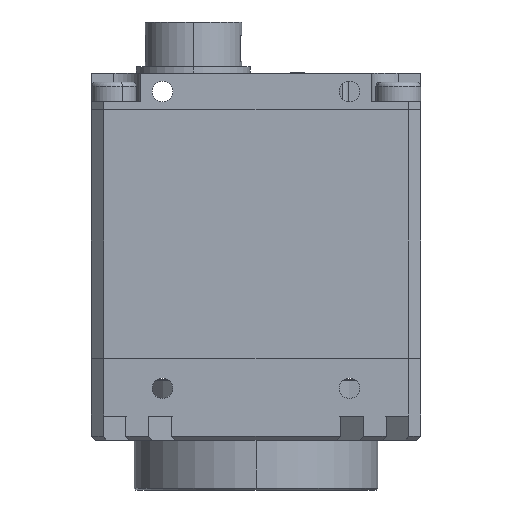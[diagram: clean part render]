
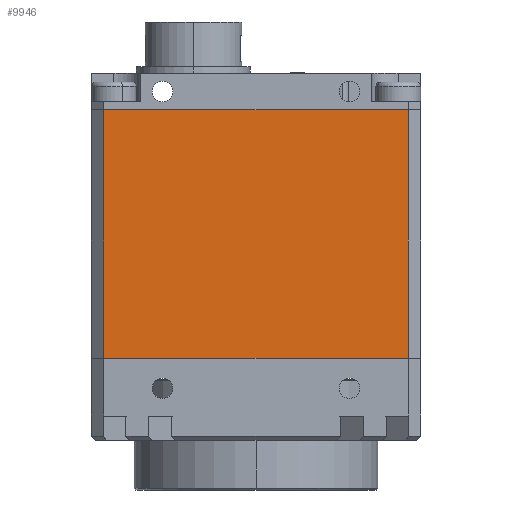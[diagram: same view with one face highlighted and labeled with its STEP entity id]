
A CAD part, left-side view. The second image highlights one B-rep face of the part: STEP entity #9946.
In plain terms, the highlighted planar face has unit normal (-1, 0, 0).
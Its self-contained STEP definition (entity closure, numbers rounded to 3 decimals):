
#1043 = DIRECTION ( 'NONE',  ( 0., -1., 0. ) ) ;
#2546 = ORIENTED_EDGE ( 'NONE', *, *, #24434, .T. ) ;
#3505 = CARTESIAN_POINT ( 'NONE',  ( -20.25, 18.75, 28.565 ) ) ;
#5435 = VECTOR ( 'NONE', #19575, 1000. ) ;
#5636 = DIRECTION ( 'NONE',  ( 0., 0., 1. ) ) ;
#5968 = EDGE_CURVE ( 'NONE', #25125, #23590, #26133, .T. ) ;
#6792 = DIRECTION ( 'NONE',  ( 0., 0., -1. ) ) ;
#7337 = PLANE ( 'NONE',  #25055 ) ;
#7889 = VECTOR ( 'NONE', #8215, 1000. ) ;
#8215 = DIRECTION ( 'NONE',  ( 0., 0., -1. ) ) ;
#8632 = VERTEX_POINT ( 'NONE', #26737 ) ;
#9159 = FACE_OUTER_BOUND ( 'NONE', #26275, .T. ) ;
#9817 = CARTESIAN_POINT ( 'NONE',  ( -20.25, -20.25, -1.985 ) ) ;
#9946 = ADVANCED_FACE ( 'NONE', ( #9159 ), #7337, .F. ) ;
#13683 = LINE ( 'NONE', #3505, #7889 ) ;
#14388 = VECTOR ( 'NONE', #5636, 1000. ) ;
#14527 = ORIENTED_EDGE ( 'NONE', *, *, #19035, .T. ) ;
#15475 = CARTESIAN_POINT ( 'NONE',  ( -20.25, -18.75, 28.565 ) ) ;
#15965 = CARTESIAN_POINT ( 'NONE',  ( -20.25, -18.75, 28.565 ) ) ;
#16237 = LINE ( 'NONE', #15965, #14388 ) ;
#16951 = ORIENTED_EDGE ( 'NONE', *, *, #5968, .F. ) ;
#17395 = DIRECTION ( 'NONE',  ( 1., 0., 0. ) ) ;
#17727 = CARTESIAN_POINT ( 'NONE',  ( -20.25, 18.75, 28.565 ) ) ;
#19035 = EDGE_CURVE ( 'NONE', #8632, #21936, #26440, .T. ) ;
#19575 = DIRECTION ( 'NONE',  ( 0., -1., 0. ) ) ;
#20266 = CARTESIAN_POINT ( 'NONE',  ( -20.25, -18.75, -1.985 ) ) ;
#21599 = EDGE_CURVE ( 'NONE', #21936, #23590, #16237, .T. ) ;
#21936 = VERTEX_POINT ( 'NONE', #20266 ) ;
#22811 = VECTOR ( 'NONE', #1043, 1000. ) ;
#23590 = VERTEX_POINT ( 'NONE', #15475 ) ;
#23951 = CARTESIAN_POINT ( 'NONE',  ( -20.25, -20.25, 28.565 ) ) ;
#24434 = EDGE_CURVE ( 'NONE', #25125, #8632, #13683, .T. ) ;
#25055 = AXIS2_PLACEMENT_3D ( 'NONE', #23951, #17395, #6792 ) ;
#25125 = VERTEX_POINT ( 'NONE', #17727 ) ;
#25333 = ORIENTED_EDGE ( 'NONE', *, *, #21599, .T. ) ;
#25863 = CARTESIAN_POINT ( 'NONE',  ( -20.25, -20.25, 28.565 ) ) ;
#26133 = LINE ( 'NONE', #25863, #5435 ) ;
#26275 = EDGE_LOOP ( 'NONE', ( #14527, #25333, #16951, #2546 ) ) ;
#26440 = LINE ( 'NONE', #9817, #22811 ) ;
#26737 = CARTESIAN_POINT ( 'NONE',  ( -20.25, 18.75, -1.985 ) ) ;
